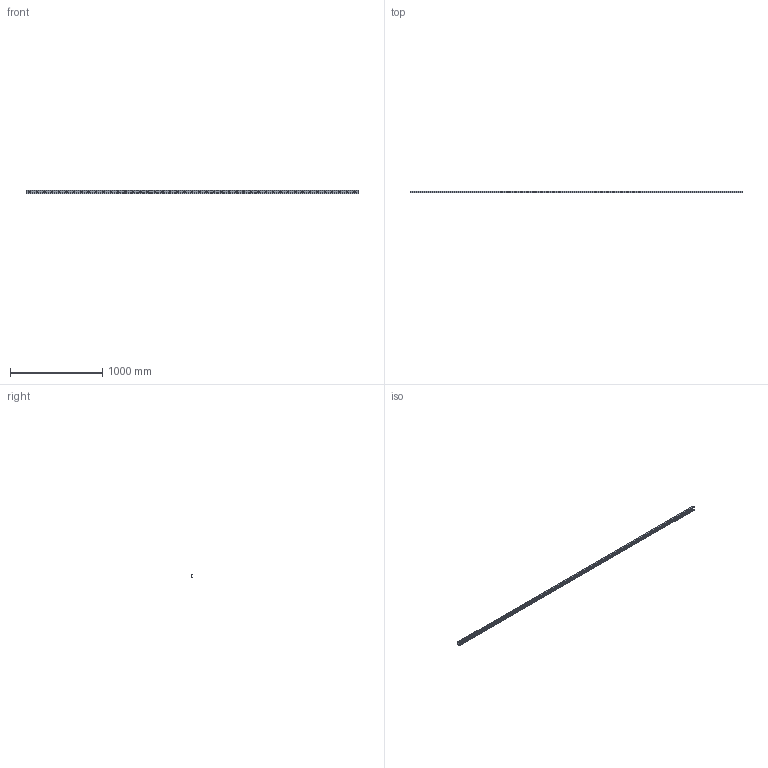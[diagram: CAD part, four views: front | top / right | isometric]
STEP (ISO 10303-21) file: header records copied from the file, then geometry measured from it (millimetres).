
FILE_DESCRIPTION((''),'2;1');
FILE_NAME('LCX 43-3600.V.stp','2016-04-28T15:11:23',('MRathmann'),(''),'Autodesk Inventor 2012','Autodesk Inventor 2012','');
FILE_SCHEMA(('CONFIG_CONTROL_DESIGN'));
Length unit declared in the file: millimetre
Products named in the file (1): LCX 43-3600.V
Bounding box: 3600 x 21 x 43 mm (x, y, z)
Volume: 1230401.9 mm3; surface area: 572664.9 mm2
Topology: 1 solids, 1 shells, 118 faces, 303 edges, 187 vertices
Faces by surface type: cylinder 58, cone 45, plane 15
Full cylindrical faces by diameter (mm): 8.5 x45
Entity records: 3364 total; most frequent: DIRECTION 612, CARTESIAN_POINT 519, ORIENTED_EDGE 426, EDGE_LOOP 298, AXIS2_PLACEMENT_3D 280, EDGE_CURVE 213, VERTEX_POINT 187, FACE_BOUND 180
